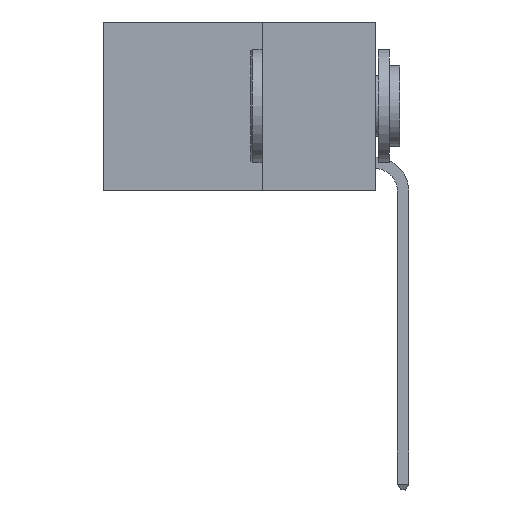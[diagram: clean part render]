
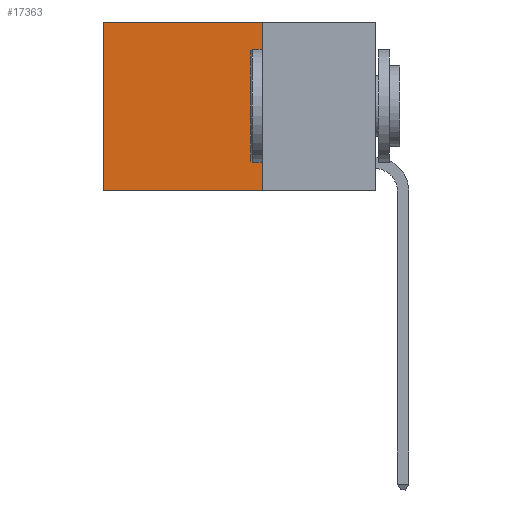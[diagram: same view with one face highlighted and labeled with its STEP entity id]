
A CAD part, left-side view. The second image highlights one B-rep face of the part: STEP entity #17363.
In plain terms, the highlighted planar face has unit normal (-1, 0, 0).
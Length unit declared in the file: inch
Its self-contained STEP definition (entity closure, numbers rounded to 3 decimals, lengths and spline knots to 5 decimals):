
#13 = VERTEX_POINT ( 'NONE', #16338 ) ;
#915 = ORIENTED_EDGE ( 'NONE', *, *, #18302, .T. ) ;
#1152 = EDGE_CURVE ( 'NONE', #12437, #2087, #17070, .T. ) ;
#1455 = CARTESIAN_POINT ( 'NONE',  ( 0.2625, 0.6, 0. ) ) ;
#1714 = DIRECTION ( 'NONE',  ( 0., 0., -1. ) ) ;
#2087 = VERTEX_POINT ( 'NONE', #14207 ) ;
#2365 = LINE ( 'NONE', #9516, #18346 ) ;
#2510 = CARTESIAN_POINT ( 'NONE',  ( 0.2625, 0.25, 0. ) ) ;
#2712 = DIRECTION ( 'NONE',  ( 0., 0., -1. ) ) ;
#3573 = VECTOR ( 'NONE', #8900, 39.37008 ) ;
#5189 = VECTOR ( 'NONE', #1714, 39.37008 ) ;
#7030 = ORIENTED_EDGE ( 'NONE', *, *, #13482, .F. ) ;
#7720 = LINE ( 'NONE', #11956, #3573 ) ;
#8376 = ORIENTED_EDGE ( 'NONE', *, *, #13716, .F. ) ;
#8528 = VERTEX_POINT ( 'NONE', #2510 ) ;
#8900 = DIRECTION ( 'NONE',  ( 0., 1., 0. ) ) ;
#9516 = CARTESIAN_POINT ( 'NONE',  ( 0.2625, 0.25, 0. ) ) ;
#10341 = CARTESIAN_POINT ( 'NONE',  ( 0.2625, 0.25, 0. ) ) ;
#11956 = CARTESIAN_POINT ( 'NONE',  ( 0.2625, 0.25, -0.37 ) ) ;
#11987 = DIRECTION ( 'NONE',  ( 1., 0., 0. ) ) ;
#12437 = VERTEX_POINT ( 'NONE', #1455 ) ;
#12535 = VECTOR ( 'NONE', #14411, 39.37008 ) ;
#12852 = CARTESIAN_POINT ( 'NONE',  ( 0.2625, 0.25, 0. ) ) ;
#13482 = EDGE_CURVE ( 'NONE', #13, #2087, #7720, .T. ) ;
#13716 = EDGE_CURVE ( 'NONE', #8528, #13, #19741, .T. ) ;
#14207 = CARTESIAN_POINT ( 'NONE',  ( 0.2625, 0.6, -0.37 ) ) ;
#14411 = DIRECTION ( 'NONE',  ( 0., 0., -1. ) ) ;
#16010 = CARTESIAN_POINT ( 'NONE',  ( 0.2625, 0.6, 0. ) ) ;
#16338 = CARTESIAN_POINT ( 'NONE',  ( 0.2625, 0.25, -0.37 ) ) ;
#16605 = PLANE ( 'NONE',  #16833 ) ;
#16833 = AXIS2_PLACEMENT_3D ( 'NONE', #10341, #11987, #2712 ) ;
#17070 = LINE ( 'NONE', #16010, #5189 ) ;
#17363 = ADVANCED_FACE ( 'NONE', ( #19319 ), #16605, .F. ) ;
#17615 = ORIENTED_EDGE ( 'NONE', *, *, #1152, .T. ) ;
#18154 = EDGE_LOOP ( 'NONE', ( #17615, #7030, #8376, #915 ) ) ;
#18302 = EDGE_CURVE ( 'NONE', #8528, #12437, #2365, .T. ) ;
#18346 = VECTOR ( 'NONE', #18787, 39.37008 ) ;
#18787 = DIRECTION ( 'NONE',  ( 0., 1., 0. ) ) ;
#19319 = FACE_OUTER_BOUND ( 'NONE', #18154, .T. ) ;
#19741 = LINE ( 'NONE', #12852, #12535 ) ;
